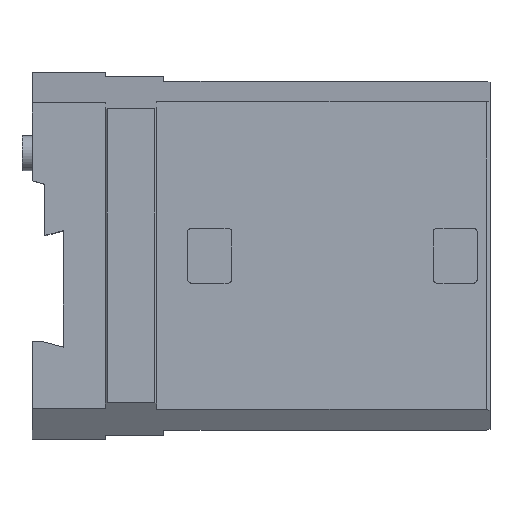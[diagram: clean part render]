
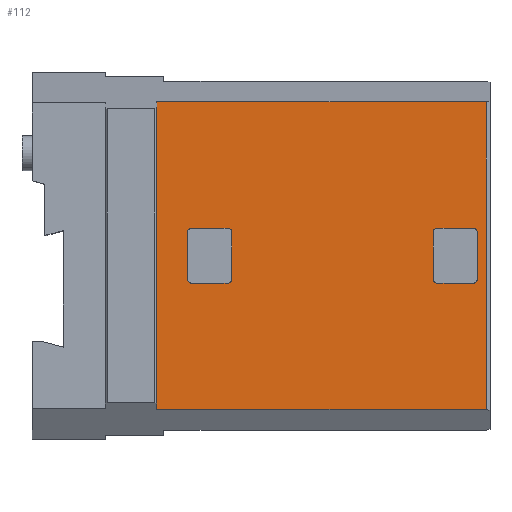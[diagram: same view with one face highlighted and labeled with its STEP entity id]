
A CAD part, top view. The second image highlights one B-rep face of the part: STEP entity #112.
In plain terms, the highlighted planar face has unit normal (0, 0, 1).
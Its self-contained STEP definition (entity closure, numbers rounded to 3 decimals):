
#37=FACE_BOUND('',#306,.T.);
#38=FACE_BOUND('',#307,.T.);
#39=FACE_BOUND('',#308,.T.);
#61=CIRCLE('',#1435,1.);
#62=CIRCLE('',#1438,1.);
#63=CIRCLE('',#1441,1.);
#64=CIRCLE('',#1444,1.);
#69=CIRCLE('',#1452,1.);
#70=CIRCLE('',#1455,1.);
#71=CIRCLE('',#1458,1.);
#72=CIRCLE('',#1461,1.);
#112=ADVANCED_FACE('',(#37,#38,#39),#172,.T.);
#172=PLANE('',#1471);
#306=EDGE_LOOP('',(#558,#559,#560,#561,#562,#563,#564,#565));
#307=EDGE_LOOP('',(#566,#567,#568,#569,#570,#571,#572,#573));
#308=EDGE_LOOP('',(#574,#575,#576,#577));
#558=ORIENTED_EDGE('',*,*,#981,.F.);
#559=ORIENTED_EDGE('',*,*,#983,.F.);
#560=ORIENTED_EDGE('',*,*,#968,.F.);
#561=ORIENTED_EDGE('',*,*,#971,.F.);
#562=ORIENTED_EDGE('',*,*,#973,.F.);
#563=ORIENTED_EDGE('',*,*,#975,.F.);
#564=ORIENTED_EDGE('',*,*,#977,.F.);
#565=ORIENTED_EDGE('',*,*,#979,.F.);
#566=ORIENTED_EDGE('',*,*,#957,.F.);
#567=ORIENTED_EDGE('',*,*,#959,.F.);
#568=ORIENTED_EDGE('',*,*,#944,.F.);
#569=ORIENTED_EDGE('',*,*,#947,.F.);
#570=ORIENTED_EDGE('',*,*,#949,.F.);
#571=ORIENTED_EDGE('',*,*,#951,.F.);
#572=ORIENTED_EDGE('',*,*,#953,.F.);
#573=ORIENTED_EDGE('',*,*,#955,.F.);
#574=ORIENTED_EDGE('',*,*,#1000,.F.);
#575=ORIENTED_EDGE('',*,*,#862,.T.);
#576=ORIENTED_EDGE('',*,*,#999,.T.);
#577=ORIENTED_EDGE('',*,*,#871,.T.);
#734=VERTEX_POINT('',#1892);
#735=VERTEX_POINT('',#1894);
#742=VERTEX_POINT('',#1911);
#744=VERTEX_POINT('',#1914);
#803=VERTEX_POINT('',#2057);
#804=VERTEX_POINT('',#2058);
#805=VERTEX_POINT('',#2063);
#806=VERTEX_POINT('',#2067);
#807=VERTEX_POINT('',#2071);
#808=VERTEX_POINT('',#2075);
#809=VERTEX_POINT('',#2079);
#810=VERTEX_POINT('',#2083);
#819=VERTEX_POINT('',#2106);
#820=VERTEX_POINT('',#2107);
#821=VERTEX_POINT('',#2112);
#822=VERTEX_POINT('',#2116);
#823=VERTEX_POINT('',#2120);
#824=VERTEX_POINT('',#2124);
#825=VERTEX_POINT('',#2128);
#826=VERTEX_POINT('',#2132);
#862=EDGE_CURVE('',#735,#734,#1053,.T.);
#871=EDGE_CURVE('',#744,#742,#1060,.T.);
#944=EDGE_CURVE('',#803,#804,#61,.T.);
#947=EDGE_CURVE('',#805,#803,#1128,.T.);
#949=EDGE_CURVE('',#806,#805,#62,.T.);
#951=EDGE_CURVE('',#807,#806,#1131,.T.);
#953=EDGE_CURVE('',#808,#807,#63,.T.);
#955=EDGE_CURVE('',#809,#808,#1134,.T.);
#957=EDGE_CURVE('',#810,#809,#64,.T.);
#959=EDGE_CURVE('',#804,#810,#1137,.T.);
#968=EDGE_CURVE('',#819,#820,#69,.T.);
#971=EDGE_CURVE('',#821,#819,#1144,.T.);
#973=EDGE_CURVE('',#822,#821,#70,.T.);
#975=EDGE_CURVE('',#823,#822,#1147,.T.);
#977=EDGE_CURVE('',#824,#823,#71,.T.);
#979=EDGE_CURVE('',#825,#824,#1150,.T.);
#981=EDGE_CURVE('',#826,#825,#72,.T.);
#983=EDGE_CURVE('',#820,#826,#1153,.T.);
#999=EDGE_CURVE('',#734,#744,#1169,.T.);
#1000=EDGE_CURVE('',#735,#742,#1170,.T.);
#1053=LINE('',#1893,#1222);
#1060=LINE('',#1913,#1229);
#1128=LINE('',#2062,#1297);
#1131=LINE('',#2070,#1300);
#1134=LINE('',#2078,#1303);
#1137=LINE('',#2086,#1306);
#1144=LINE('',#2111,#1313);
#1147=LINE('',#2119,#1316);
#1150=LINE('',#2127,#1319);
#1153=LINE('',#2135,#1322);
#1169=LINE('',#2166,#1338);
#1170=LINE('',#2168,#1339);
#1222=VECTOR('',#1523,1.);
#1229=VECTOR('',#1538,1.);
#1297=VECTOR('',#1646,1.);
#1300=VECTOR('',#1655,1.);
#1303=VECTOR('',#1664,1.);
#1306=VECTOR('',#1673,1.);
#1313=VECTOR('',#1696,1.);
#1316=VECTOR('',#1705,1.);
#1319=VECTOR('',#1714,1.);
#1322=VECTOR('',#1723,1.);
#1338=VECTOR('',#1753,1.);
#1339=VECTOR('',#1756,1.);
#1435=AXIS2_PLACEMENT_3D('',#2056,#1640,#1641);
#1438=AXIS2_PLACEMENT_3D('',#2066,#1650,#1651);
#1441=AXIS2_PLACEMENT_3D('',#2074,#1659,#1660);
#1444=AXIS2_PLACEMENT_3D('',#2082,#1668,#1669);
#1452=AXIS2_PLACEMENT_3D('',#2105,#1690,#1691);
#1455=AXIS2_PLACEMENT_3D('',#2115,#1700,#1701);
#1458=AXIS2_PLACEMENT_3D('',#2123,#1709,#1710);
#1461=AXIS2_PLACEMENT_3D('',#2131,#1718,#1719);
#1471=AXIS2_PLACEMENT_3D('',#2169,#1757,#1758);
#1523=DIRECTION('',(1.,0.,0.));
#1538=DIRECTION('',(-1.,0.,0.));
#1640=DIRECTION('',(0.,0.,1.));
#1641=DIRECTION('',(-1.,0.,0.));
#1646=DIRECTION('',(0.,1.,0.));
#1650=DIRECTION('',(0.,0.,1.));
#1651=DIRECTION('',(-1.,0.,0.));
#1655=DIRECTION('',(1.,0.,0.));
#1659=DIRECTION('',(0.,0.,1.));
#1660=DIRECTION('',(1.,0.,0.));
#1664=DIRECTION('',(0.,-1.,0.));
#1668=DIRECTION('',(0.,0.,1.));
#1669=DIRECTION('',(1.,0.,0.));
#1673=DIRECTION('',(-1.,0.,0.));
#1690=DIRECTION('',(0.,0.,1.));
#1691=DIRECTION('',(-1.,0.,0.));
#1696=DIRECTION('',(0.,1.,0.));
#1700=DIRECTION('',(0.,0.,1.));
#1701=DIRECTION('',(-1.,0.,0.));
#1705=DIRECTION('',(1.,0.,0.));
#1709=DIRECTION('',(0.,0.,1.));
#1710=DIRECTION('',(1.,0.,0.));
#1714=DIRECTION('',(0.,-1.,0.));
#1718=DIRECTION('',(0.,0.,1.));
#1719=DIRECTION('',(1.,0.,0.));
#1723=DIRECTION('',(-1.,0.,0.));
#1753=DIRECTION('',(0.,1.,0.));
#1756=DIRECTION('',(0.,1.,0.));
#1757=DIRECTION('',(0.,0.,1.));
#1758=DIRECTION('',(-1.,0.,0.));
#1892=CARTESIAN_POINT('',(90.,-41.968,0.));
#1893=CARTESIAN_POINT('',(0.,-41.968,0.));
#1894=CARTESIAN_POINT('',(0.,-41.968,0.));
#1911=CARTESIAN_POINT('',(0.,41.968,0.));
#1913=CARTESIAN_POINT('',(0.,41.968,0.));
#1914=CARTESIAN_POINT('',(90.,41.968,0.));
#2056=CARTESIAN_POINT('',(86.5,6.5,0.));
#2057=CARTESIAN_POINT('',(87.5,6.5,0.));
#2058=CARTESIAN_POINT('',(86.5,7.5,0.));
#2062=CARTESIAN_POINT('',(87.5,6.5,0.));
#2063=CARTESIAN_POINT('',(87.5,-6.5,0.));
#2066=CARTESIAN_POINT('',(86.5,-6.5,0.));
#2067=CARTESIAN_POINT('',(86.5,-7.5,0.));
#2070=CARTESIAN_POINT('',(86.5,-7.5,0.));
#2071=CARTESIAN_POINT('',(76.5,-7.5,0.));
#2074=CARTESIAN_POINT('',(76.5,-6.5,0.));
#2075=CARTESIAN_POINT('',(75.5,-6.5,0.));
#2078=CARTESIAN_POINT('',(75.5,-6.5,0.));
#2079=CARTESIAN_POINT('',(75.5,6.5,0.));
#2082=CARTESIAN_POINT('',(76.5,6.5,0.));
#2083=CARTESIAN_POINT('',(76.5,7.5,0.));
#2086=CARTESIAN_POINT('',(76.5,7.5,0.));
#2105=CARTESIAN_POINT('',(19.5,6.5,0.));
#2106=CARTESIAN_POINT('',(20.5,6.5,0.));
#2107=CARTESIAN_POINT('',(19.5,7.5,0.));
#2111=CARTESIAN_POINT('',(20.5,6.5,0.));
#2112=CARTESIAN_POINT('',(20.5,-6.5,0.));
#2115=CARTESIAN_POINT('',(19.5,-6.5,0.));
#2116=CARTESIAN_POINT('',(19.5,-7.5,0.));
#2119=CARTESIAN_POINT('',(19.5,-7.5,0.));
#2120=CARTESIAN_POINT('',(9.5,-7.5,0.));
#2123=CARTESIAN_POINT('',(9.5,-6.5,0.));
#2124=CARTESIAN_POINT('',(8.5,-6.5,0.));
#2127=CARTESIAN_POINT('',(8.5,-6.5,0.));
#2128=CARTESIAN_POINT('',(8.5,6.5,0.));
#2131=CARTESIAN_POINT('',(9.5,6.5,0.));
#2132=CARTESIAN_POINT('',(9.5,7.5,0.));
#2135=CARTESIAN_POINT('',(9.5,7.5,0.));
#2166=CARTESIAN_POINT('',(90.,-49.,0.));
#2168=CARTESIAN_POINT('',(0.,-49.,0.));
#2169=CARTESIAN_POINT('',(0.,-49.,0.));
